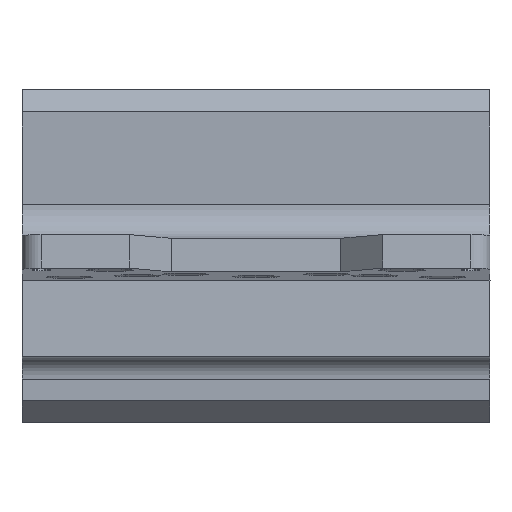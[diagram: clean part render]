
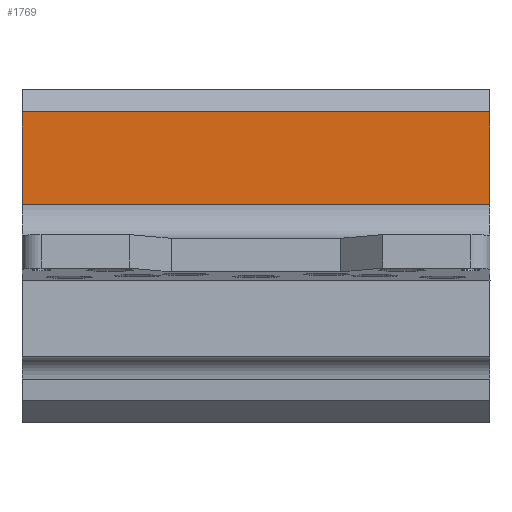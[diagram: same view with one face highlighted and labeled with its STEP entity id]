
A CAD part, top view. The second image highlights one B-rep face of the part: STEP entity #1769.
In plain terms, the highlighted face is planar.
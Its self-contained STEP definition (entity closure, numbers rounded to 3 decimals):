
#108=FACE_OUTER_BOUND('',#216,.T.);
#216=EDGE_LOOP('',(#1240,#1241,#1242,#1243));
#394=LINE('',#2621,#585);
#398=LINE('',#2630,#589);
#417=LINE('',#2697,#608);
#418=LINE('',#2698,#609);
#585=VECTOR('',#2075,10.);
#589=VECTOR('',#2083,10.);
#608=VECTOR('',#2134,10.);
#609=VECTOR('',#2135,10.);
#778=VERTEX_POINT('',#2618);
#779=VERTEX_POINT('',#2620);
#782=VERTEX_POINT('',#2628);
#814=VERTEX_POINT('',#2696);
#939=EDGE_CURVE('',#779,#778,#394,.T.);
#944=EDGE_CURVE('',#782,#778,#398,.T.);
#977=EDGE_CURVE('',#782,#814,#417,.T.);
#978=EDGE_CURVE('',#779,#814,#418,.T.);
#1240=ORIENTED_EDGE('',*,*,#944,.F.);
#1241=ORIENTED_EDGE('',*,*,#977,.T.);
#1242=ORIENTED_EDGE('',*,*,#978,.F.);
#1243=ORIENTED_EDGE('',*,*,#939,.T.);
#1710=PLANE('',#1903);
#1769=ADVANCED_FACE('',(#108),#1710,.T.);
#1903=AXIS2_PLACEMENT_3D('',#2695,#2132,#2133);
#2075=DIRECTION('',(0.,0.996,0.087));
#2083=DIRECTION('',(-1.,0.,0.));
#2132=DIRECTION('center_axis',(0.,0.087,-0.996));
#2133=DIRECTION('ref_axis',(0.,-0.996,-0.087));
#2134=DIRECTION('',(0.,-0.996,-0.087));
#2135=DIRECTION('',(1.,0.,0.));
#2618=CARTESIAN_POINT('',(-41.374,-16.625,67.304));
#2620=CARTESIAN_POINT('',(-41.374,-32.945,65.876));
#2621=CARTESIAN_POINT('',(-41.374,7.955,69.454));
#2628=CARTESIAN_POINT('',(41.374,-16.625,67.304));
#2630=CARTESIAN_POINT('',(40.874,-16.625,67.304));
#2695=CARTESIAN_POINT('Origin',(40.874,22.667,70.742));
#2696=CARTESIAN_POINT('',(41.374,-32.945,65.876));
#2697=CARTESIAN_POINT('',(41.374,-6.295,68.208));
#2698=CARTESIAN_POINT('',(40.874,-32.945,65.876));
